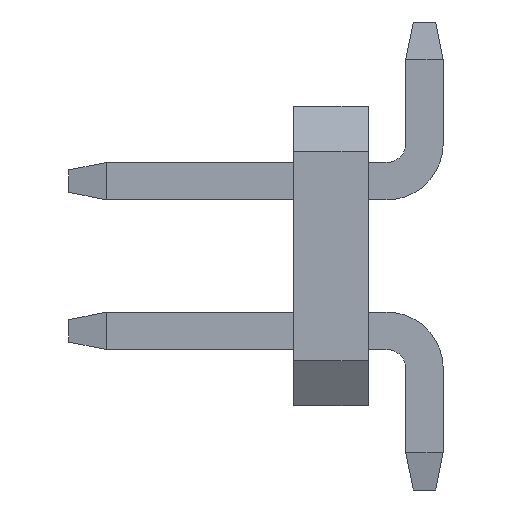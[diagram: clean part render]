
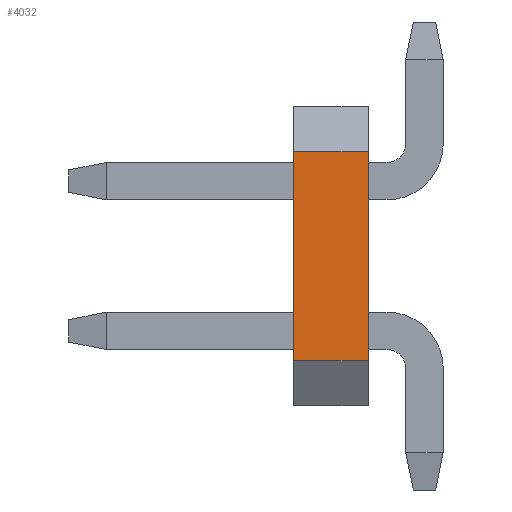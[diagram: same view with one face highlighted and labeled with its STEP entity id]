
A CAD part, left-side view. The second image highlights one B-rep face of the part: STEP entity #4032.
In plain terms, the highlighted planar face has unit normal (-1, 0, 0).
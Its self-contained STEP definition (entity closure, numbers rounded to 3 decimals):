
#5=DIRECTION('',(0.,0.,1.));
#6=VECTOR('',#5,2.795);
#7=CARTESIAN_POINT('',(-5.,0.,-1.398));
#8=LINE('',#7,#6);
#457=DIRECTION('',(0.,0.,1.));
#458=VECTOR('',#457,2.795);
#459=CARTESIAN_POINT('',(-5.,1.,-1.398));
#460=LINE('',#459,#458);
#697=DIRECTION('',(0.,1.,0.));
#698=VECTOR('',#697,1.);
#699=CARTESIAN_POINT('',(-5.,0.,-1.398));
#700=LINE('',#699,#698);
#701=DIRECTION('',(0.,1.,0.));
#702=VECTOR('',#701,1.);
#703=CARTESIAN_POINT('',(-5.,0.,1.398));
#704=LINE('',#703,#702);
#3129=CARTESIAN_POINT('',(-5.,0.,-1.398));
#3131=VERTEX_POINT('',#3129);
#3134=CARTESIAN_POINT('',(-5.,0.,1.398));
#3136=VERTEX_POINT('',#3134);
#3137=CARTESIAN_POINT('',(-5.,1.,-1.398));
#3139=VERTEX_POINT('',#3137);
#3142=CARTESIAN_POINT('',(-5.,1.,1.398));
#3144=VERTEX_POINT('',#3142);
#4021=CARTESIAN_POINT('',(-5.,0.,-2.));
#4022=DIRECTION('',(-1.,0.,0.));
#4023=DIRECTION('',(0.,0.,1.));
#4024=AXIS2_PLACEMENT_3D('',#4021,#4022,#4023);
#4025=PLANE('',#4024);
#4026=ORIENTED_EDGE('',*,*,#3455,.T.);
#4027=ORIENTED_EDGE('',*,*,#3608,.T.);
#4028=ORIENTED_EDGE('',*,*,#4014,.F.);
#4029=ORIENTED_EDGE('',*,*,#3280,.F.);
#4030=EDGE_LOOP('',(#4026,#4027,#4028,#4029));
#4031=FACE_OUTER_BOUND('',#4030,.F.);
#3280=EDGE_CURVE('',#3131,#3136,#8,.T.);
#3455=EDGE_CURVE('',#3131,#3139,#700,.T.);
#3608=EDGE_CURVE('',#3139,#3144,#460,.T.);
#4014=EDGE_CURVE('',#3136,#3144,#704,.T.);
#4032=ADVANCED_FACE('',(#4031),#4025,.T.);
